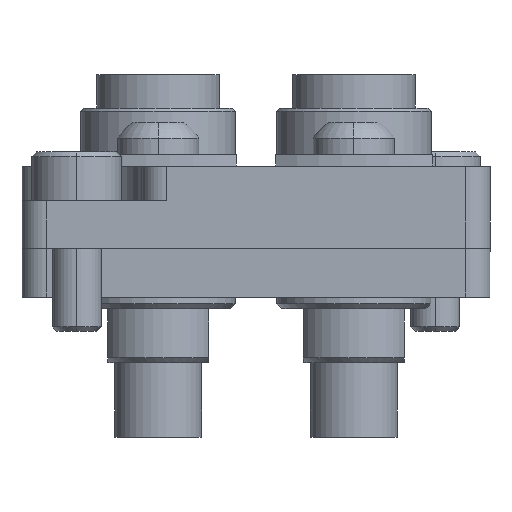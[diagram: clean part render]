
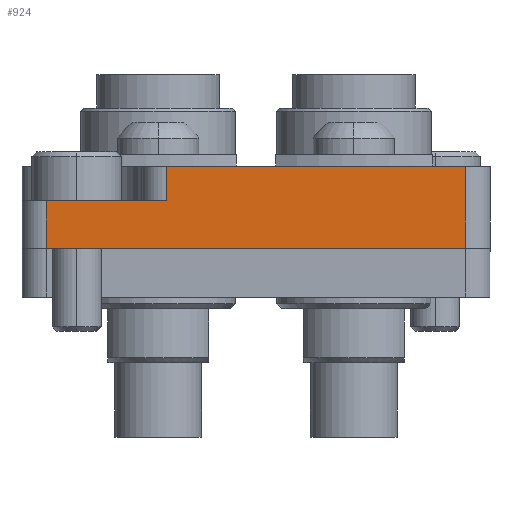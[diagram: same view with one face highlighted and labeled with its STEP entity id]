
A CAD part, front view. The second image highlights one B-rep face of the part: STEP entity #924.
In plain terms, the highlighted face is planar.
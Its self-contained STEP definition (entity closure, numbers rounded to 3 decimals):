
#270 = LINE ( 'NONE', #2590, #896 ) ;
#607 = VERTEX_POINT ( 'NONE', #9148 ) ;
#631 = CARTESIAN_POINT ( 'NONE',  ( 30., 5., 14.35 ) ) ;
#896 = VECTOR ( 'NONE', #4845, 1000. ) ;
#924 = ADVANCED_FACE ( 'NONE', ( #3743 ), #5915, .T. ) ;
#1118 = CARTESIAN_POINT ( 'NONE',  ( 30., 5., 14.35 ) ) ;
#1281 = EDGE_CURVE ( 'NONE', #2635, #4105, #7458, .T. ) ;
#1500 = ORIENTED_EDGE ( 'NONE', *, *, #1281, .T. ) ;
#1940 = ORIENTED_EDGE ( 'NONE', *, *, #4525, .F. ) ;
#2508 = VECTOR ( 'NONE', #6713, 1000. ) ;
#2590 = CARTESIAN_POINT ( 'NONE',  ( 30., 2.9, 5.5 ) ) ;
#2635 = VERTEX_POINT ( 'NONE', #4881 ) ;
#2717 = VECTOR ( 'NONE', #4130, 1000. ) ;
#2787 = EDGE_LOOP ( 'NONE', ( #1500, #4668, #1940, #8453, #9086, #3602 ) ) ;
#3095 = DIRECTION ( 'NONE',  ( 1., 0., 0. ) ) ;
#3460 = VECTOR ( 'NONE', #8080, 1000. ) ;
#3602 = ORIENTED_EDGE ( 'NONE', *, *, #4536, .T. ) ;
#3691 = CARTESIAN_POINT ( 'NONE',  ( 30., 0., 14.35 ) ) ;
#3743 = FACE_OUTER_BOUND ( 'NONE', #2787, .T. ) ;
#3855 = EDGE_CURVE ( 'NONE', #607, #4973, #270, .T. ) ;
#4055 = DIRECTION ( 'NONE',  ( 0., 0., -1. ) ) ;
#4081 = LINE ( 'NONE', #1118, #2717 ) ;
#4105 = VERTEX_POINT ( 'NONE', #9197 ) ;
#4130 = DIRECTION ( 'NONE',  ( 0., 0., -1. ) ) ;
#4196 = LINE ( 'NONE', #6473, #8048 ) ;
#4525 = EDGE_CURVE ( 'NONE', #607, #8158, #4081, .T. ) ;
#4536 = EDGE_CURVE ( 'NONE', #6572, #2635, #7161, .T. ) ;
#4668 = ORIENTED_EDGE ( 'NONE', *, *, #9715, .T. ) ;
#4845 = DIRECTION ( 'NONE',  ( 0., -1., 0. ) ) ;
#4881 = CARTESIAN_POINT ( 'NONE',  ( 30., 0., 12.85 ) ) ;
#4973 = VERTEX_POINT ( 'NONE', #8554 ) ;
#5873 = AXIS2_PLACEMENT_3D ( 'NONE', #631, #3095, #6768 ) ;
#5915 = PLANE ( 'NONE',  #5873 ) ;
#6399 = DIRECTION ( 'NONE',  ( 0., -1., 0. ) ) ;
#6473 = CARTESIAN_POINT ( 'NONE',  ( 30., 2.9, 7. ) ) ;
#6572 = VERTEX_POINT ( 'NONE', #6588 ) ;
#6588 = CARTESIAN_POINT ( 'NONE',  ( 30., 2.9, 12.85 ) ) ;
#6656 = VECTOR ( 'NONE', #6399, 1000. ) ;
#6713 = DIRECTION ( 'NONE',  ( 0., 0., -1. ) ) ;
#6768 = DIRECTION ( 'NONE',  ( 0., 1., 0. ) ) ;
#7161 = LINE ( 'NONE', #7943, #6656 ) ;
#7458 = LINE ( 'NONE', #3691, #2508 ) ;
#7943 = CARTESIAN_POINT ( 'NONE',  ( 30., 0., 12.85 ) ) ;
#8048 = VECTOR ( 'NONE', #4055, 1000. ) ;
#8080 = DIRECTION ( 'NONE',  ( 0., 1., 0. ) ) ;
#8158 = VERTEX_POINT ( 'NONE', #8267 ) ;
#8267 = CARTESIAN_POINT ( 'NONE',  ( 30., 5., -12.85 ) ) ;
#8453 = ORIENTED_EDGE ( 'NONE', *, *, #3855, .T. ) ;
#8554 = CARTESIAN_POINT ( 'NONE',  ( 30., 2.9, 5.5 ) ) ;
#9021 = CARTESIAN_POINT ( 'NONE',  ( 30., 5., -12.85 ) ) ;
#9086 = ORIENTED_EDGE ( 'NONE', *, *, #9315, .F. ) ;
#9148 = CARTESIAN_POINT ( 'NONE',  ( 30., 5., 5.5 ) ) ;
#9197 = CARTESIAN_POINT ( 'NONE',  ( 30., 0., -12.85 ) ) ;
#9315 = EDGE_CURVE ( 'NONE', #6572, #4973, #4196, .T. ) ;
#9715 = EDGE_CURVE ( 'NONE', #4105, #8158, #9759, .T. ) ;
#9759 = LINE ( 'NONE', #9021, #3460 ) ;
